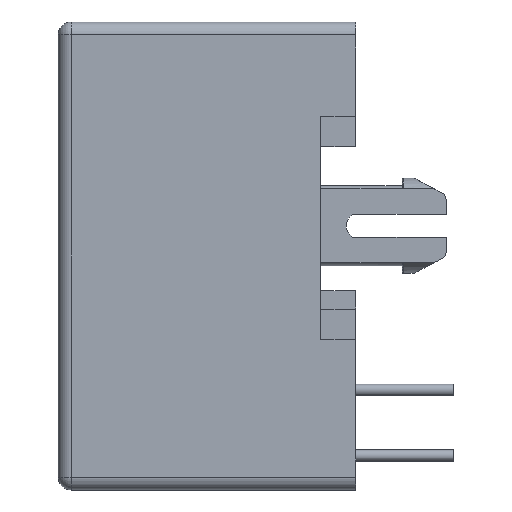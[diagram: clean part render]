
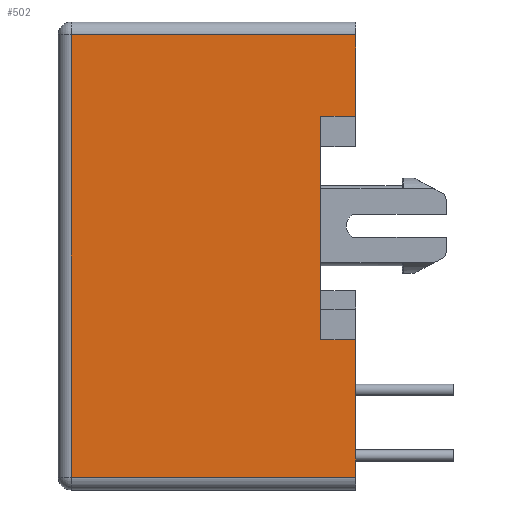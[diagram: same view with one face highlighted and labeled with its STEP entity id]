
A CAD part, left-side view. The second image highlights one B-rep face of the part: STEP entity #502.
In plain terms, the highlighted planar face has unit normal (-1, 0, 0).
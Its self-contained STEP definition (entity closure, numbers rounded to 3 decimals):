
#27 = LINE ( 'NONE', #272, #782 ) ;
#75 = CARTESIAN_POINT ( 'NONE',  ( 0., 0., -18.1 ) ) ;
#245 = CARTESIAN_POINT ( 'NONE',  ( 0., 1.35, -3.65 ) ) ;
#246 = CARTESIAN_POINT ( 'NONE',  ( 0., 1.35, -12.28 ) ) ;
#272 = CARTESIAN_POINT ( 'NONE',  ( 0., 11., -18.1 ) ) ;
#454 = VERTEX_POINT ( 'NONE', #3080 ) ;
#466 = CARTESIAN_POINT ( 'NONE',  ( 0., 0., -18.1 ) ) ;
#502 = ADVANCED_FACE ( 'NONE', ( #1263 ), #1830, .T. ) ;
#579 = LINE ( 'NONE', #1555, #3845 ) ;
#645 = EDGE_CURVE ( 'NONE', #454, #2981, #2164, .T. ) ;
#726 = DIRECTION ( 'NONE',  ( 0., 0., 1. ) ) ;
#782 = VECTOR ( 'NONE', #2812, 1000. ) ;
#791 = VERTEX_POINT ( 'NONE', #1038 ) ;
#802 = DIRECTION ( 'NONE',  ( 0., -1., 0. ) ) ;
#872 = VERTEX_POINT ( 'NONE', #2376 ) ;
#878 = DIRECTION ( 'NONE',  ( 0., -1., 0. ) ) ;
#931 = LINE ( 'NONE', #1279, #1647 ) ;
#943 = VERTEX_POINT ( 'NONE', #2785 ) ;
#1001 = EDGE_CURVE ( 'NONE', #3242, #454, #27, .T. ) ;
#1038 = CARTESIAN_POINT ( 'NONE',  ( 0., 0., -12.28 ) ) ;
#1134 = EDGE_CURVE ( 'NONE', #943, #3242, #931, .T. ) ;
#1241 = VECTOR ( 'NONE', #1712, 1000. ) ;
#1255 = DIRECTION ( 'NONE',  ( 0., 0., -1. ) ) ;
#1262 = ORIENTED_EDGE ( 'NONE', *, *, #1001, .T. ) ;
#1263 = FACE_OUTER_BOUND ( 'NONE', #2638, .T. ) ;
#1279 = CARTESIAN_POINT ( 'NONE',  ( 0., 11.5, -0.5 ) ) ;
#1282 = LINE ( 'NONE', #246, #2886 ) ;
#1297 = ORIENTED_EDGE ( 'NONE', *, *, #3524, .F. ) ;
#1452 = LINE ( 'NONE', #75, #3809 ) ;
#1555 = CARTESIAN_POINT ( 'NONE',  ( 0., 1.35, -3.65 ) ) ;
#1647 = VECTOR ( 'NONE', #1917, 1000. ) ;
#1649 = LINE ( 'NONE', #2372, #4113 ) ;
#1677 = ORIENTED_EDGE ( 'NONE', *, *, #3885, .T. ) ;
#1712 = DIRECTION ( 'NONE',  ( 0., 0., 1. ) ) ;
#1830 = PLANE ( 'NONE',  #3493 ) ;
#1917 = DIRECTION ( 'NONE',  ( 0., 1., 0. ) ) ;
#1930 = VERTEX_POINT ( 'NONE', #2275 ) ;
#2058 = VECTOR ( 'NONE', #3517, 1000. ) ;
#2158 = DIRECTION ( 'NONE',  ( 0., -1., 0. ) ) ;
#2164 = LINE ( 'NONE', #2902, #2058 ) ;
#2275 = CARTESIAN_POINT ( 'NONE',  ( 0., 1.35, -12.28 ) ) ;
#2372 = CARTESIAN_POINT ( 'NONE',  ( 0., 1.35, -3.65 ) ) ;
#2376 = CARTESIAN_POINT ( 'NONE',  ( 0., 0., -3.65 ) ) ;
#2620 = ORIENTED_EDGE ( 'NONE', *, *, #2832, .T. ) ;
#2638 = EDGE_LOOP ( 'NONE', ( #1677, #3987, #1262, #2749, #2620, #3533, #1297, #2894 ) ) ;
#2693 = CARTESIAN_POINT ( 'NONE',  ( 0., 11., -0.5 ) ) ;
#2749 = ORIENTED_EDGE ( 'NONE', *, *, #645, .T. ) ;
#2785 = CARTESIAN_POINT ( 'NONE',  ( 0., 0., -0.5 ) ) ;
#2812 = DIRECTION ( 'NONE',  ( 0., 0., -1. ) ) ;
#2832 = EDGE_CURVE ( 'NONE', #2981, #791, #1452, .T. ) ;
#2886 = VECTOR ( 'NONE', #878, 1000. ) ;
#2894 = ORIENTED_EDGE ( 'NONE', *, *, #3231, .T. ) ;
#2902 = CARTESIAN_POINT ( 'NONE',  ( 0., 0., -17.6 ) ) ;
#2934 = LINE ( 'NONE', #466, #1241 ) ;
#2981 = VERTEX_POINT ( 'NONE', #3648 ) ;
#3080 = CARTESIAN_POINT ( 'NONE',  ( 0., 11., -17.6 ) ) ;
#3118 = VERTEX_POINT ( 'NONE', #245 ) ;
#3231 = EDGE_CURVE ( 'NONE', #3118, #872, #1649, .T. ) ;
#3242 = VERTEX_POINT ( 'NONE', #2693 ) ;
#3423 = CARTESIAN_POINT ( 'NONE',  ( 0., 0., -18.1 ) ) ;
#3493 = AXIS2_PLACEMENT_3D ( 'NONE', #3423, #4074, #2158 ) ;
#3517 = DIRECTION ( 'NONE',  ( 0., -1., 0. ) ) ;
#3524 = EDGE_CURVE ( 'NONE', #3118, #1930, #579, .T. ) ;
#3533 = ORIENTED_EDGE ( 'NONE', *, *, #4040, .F. ) ;
#3648 = CARTESIAN_POINT ( 'NONE',  ( 0., 0., -17.6 ) ) ;
#3809 = VECTOR ( 'NONE', #726, 1000. ) ;
#3845 = VECTOR ( 'NONE', #1255, 1000. ) ;
#3885 = EDGE_CURVE ( 'NONE', #872, #943, #2934, .T. ) ;
#3987 = ORIENTED_EDGE ( 'NONE', *, *, #1134, .T. ) ;
#4040 = EDGE_CURVE ( 'NONE', #1930, #791, #1282, .T. ) ;
#4074 = DIRECTION ( 'NONE',  ( -1., 0., 0. ) ) ;
#4113 = VECTOR ( 'NONE', #802, 1000. ) ;
